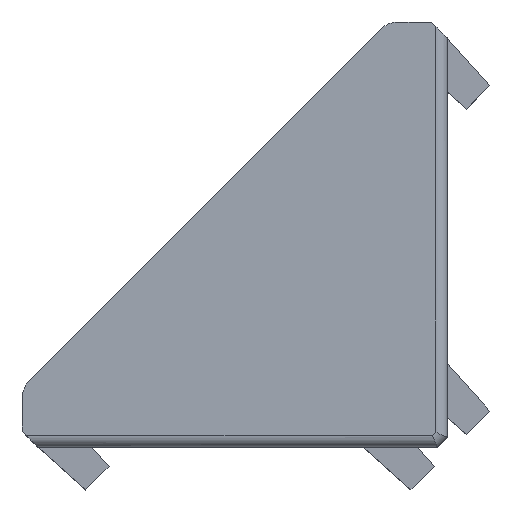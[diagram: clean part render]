
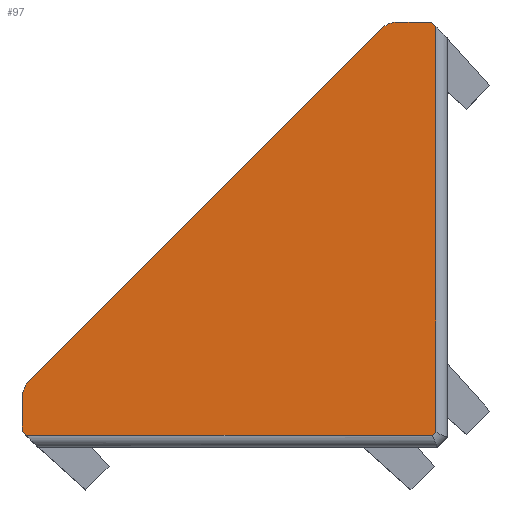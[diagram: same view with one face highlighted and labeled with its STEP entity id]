
A CAD part, top view. The second image highlights one B-rep face of the part: STEP entity #97.
In plain terms, the highlighted planar face has unit normal (0.012, -0.012, 1).
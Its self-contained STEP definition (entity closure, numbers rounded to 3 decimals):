
#8 = EDGE_CURVE ( 'NONE', #4591, #2138, #1355, .T. ) ;
#97 = ADVANCED_FACE ( 'NONE', ( #4155 ), #1333, .T. ) ;
#110 = LINE ( 'NONE', #2213, #3017 ) ;
#246 = VECTOR ( 'NONE', #1681, 1000. ) ;
#376 = EDGE_CURVE ( 'NONE', #716, #485, #2696, .T. ) ;
#485 = VERTEX_POINT ( 'NONE', #3338 ) ;
#528 = ORIENTED_EDGE ( 'NONE', *, *, #3719, .T. ) ;
#701 = EDGE_CURVE ( 'NONE', #3354, #1895, #3537, .T. ) ;
#716 = VERTEX_POINT ( 'NONE', #2852 ) ;
#752 = DIRECTION ( 'NONE',  ( -0.707, 0.707, 0.017 ) ) ;
#780 = CARTESIAN_POINT ( 'NONE',  ( -18., 2.092, 8.995 ) ) ;
#813 = VECTOR ( 'NONE', #3471, 1000. ) ;
#891 = ORIENTED_EDGE ( 'NONE', *, *, #1662, .T. ) ;
#961 = EDGE_CURVE ( 'NONE', #2138, #5180, #3136, .T. ) ;
#1028 = VECTOR ( 'NONE', #752, 1000. ) ;
#1156 = CARTESIAN_POINT ( 'NONE',  ( -18., 0.676, 8.977 ) ) ;
#1172 = CARTESIAN_POINT ( 'NONE',  ( -17.707, 2.799, 9. ) ) ;
#1242 = CARTESIAN_POINT ( 'NONE',  ( -2.092, 18., 8.995 ) ) ;
#1333 = PLANE ( 'NONE',  #2389 ) ;
#1355 = LINE ( 'NONE', #4610, #246 ) ;
#1376 = LINE ( 'NONE', #3942, #4319 ) ;
#1386 = VERTEX_POINT ( 'NONE', #3615 ) ;
#1429 = EDGE_CURVE ( 'NONE', #1386, #4273, #5412, .T. ) ;
#1447 = DIRECTION ( 'NONE',  ( 0., 1., 0.012 ) ) ;
#1482 = ORIENTED_EDGE ( 'NONE', *, *, #961, .T. ) ;
#1662 = EDGE_CURVE ( 'NONE', #4422, #4591, #2126, .T. ) ;
#1681 = DIRECTION ( 'NONE',  ( -1., 0., 0.012 ) ) ;
#1757 = DIRECTION ( 'NONE',  ( 0.012, -0.012, 1. ) ) ;
#1825 = DIRECTION ( 'NONE',  ( 0.707, 0.707, 0. ) ) ;
#1886 = CARTESIAN_POINT ( 'NONE',  ( -18., 2.092, 8.995 ) ) ;
#1895 = VERTEX_POINT ( 'NONE', #1886 ) ;
#1908 = CARTESIAN_POINT ( 'NONE',  ( -0.676, 18., 8.977 ) ) ;
#2126 = LINE ( 'NONE', #3232, #1028 ) ;
#2138 = VERTEX_POINT ( 'NONE', #1242 ) ;
#2176 = ORIENTED_EDGE ( 'NONE', *, *, #701, .T. ) ;
#2213 = CARTESIAN_POINT ( 'NONE',  ( -0.424, 0.494, 8.758 ) ) ;
#2290 = CARTESIAN_POINT ( 'NONE',  ( -2.799, 17.707, 9. ) ) ;
#2389 = AXIS2_PLACEMENT_3D ( 'NONE', #2560, #1757, #4697 ) ;
#2399 = EDGE_LOOP ( 'NONE', ( #3599, #528, #3466, #3235, #891, #3877, #1482, #4381, #2176, #4019 ) ) ;
#2560 = CARTESIAN_POINT ( 'NONE',  ( -2.799, 17.707, 9. ) ) ;
#2608 = CARTESIAN_POINT ( 'NONE',  ( -2.361, 18., 8.998 ) ) ;
#2626 = CARTESIAN_POINT ( 'NONE',  ( -2.092, 18., 8.995 ) ) ;
#2696 = LINE ( 'NONE', #4764, #3823 ) ;
#2730 = EDGE_CURVE ( 'NONE', #1895, #1386, #4615, .T. ) ;
#2852 = CARTESIAN_POINT ( 'NONE',  ( -0.625, 0.494, 8.761 ) ) ;
#3017 = VECTOR ( 'NONE', #4316, 1000. ) ;
#3136 =( BOUNDED_CURVE ( )  B_SPLINE_CURVE ( 3, ( #2626, #2608, #5133, #2290 ),
 .UNSPECIFIED., .F., .T. ) 
 B_SPLINE_CURVE_WITH_KNOTS ( ( 4, 4 ),
 ( 2.356, 3.142 ),
 .UNSPECIFIED. ) 
 CURVE ( )  GEOMETRIC_REPRESENTATION_ITEM ( )  RATIONAL_B_SPLINE_CURVE ( ( 1., 0.949, 0.949, 1. ) ) 
 REPRESENTATION_ITEM ( '' )  );
#3232 = CARTESIAN_POINT ( 'NONE',  ( -0.676, 18., 8.977 ) ) ;
#3235 = ORIENTED_EDGE ( 'NONE', *, *, #4962, .T. ) ;
#3256 = CARTESIAN_POINT ( 'NONE',  ( -18., 2.361, 8.998 ) ) ;
#3326 = CARTESIAN_POINT ( 'NONE',  ( -0.494, 17.818, 8.973 ) ) ;
#3338 = CARTESIAN_POINT ( 'NONE',  ( -0.494, 0.625, 8.761 ) ) ;
#3354 = VERTEX_POINT ( 'NONE', #3623 ) ;
#3392 = CARTESIAN_POINT ( 'NONE',  ( -17.818, 0.494, 8.973 ) ) ;
#3466 = ORIENTED_EDGE ( 'NONE', *, *, #376, .T. ) ;
#3471 = DIRECTION ( 'NONE',  ( -0.707, -0.707, 0. ) ) ;
#3530 = CARTESIAN_POINT ( 'NONE',  ( -18., 2.092, 8.995 ) ) ;
#3537 =( BOUNDED_CURVE ( )  B_SPLINE_CURVE ( 3, ( #1172, #5368, #3256, #780 ),
 .UNSPECIFIED., .F., .F. ) 
 B_SPLINE_CURVE_WITH_KNOTS ( ( 4, 4 ),
 ( 3.142, 3.927 ),
 .UNSPECIFIED. ) 
 CURVE ( )  GEOMETRIC_REPRESENTATION_ITEM ( )  RATIONAL_B_SPLINE_CURVE ( ( 1., 0.949, 0.949, 1. ) ) 
 REPRESENTATION_ITEM ( '' )  );
#3599 = ORIENTED_EDGE ( 'NONE', *, *, #1429, .T. ) ;
#3615 = CARTESIAN_POINT ( 'NONE',  ( -18., 0.676, 8.977 ) ) ;
#3623 = CARTESIAN_POINT ( 'NONE',  ( -17.707, 2.799, 9. ) ) ;
#3719 = EDGE_CURVE ( 'NONE', #4273, #716, #110, .T. ) ;
#3727 = EDGE_CURVE ( 'NONE', #5180, #3354, #4134, .T. ) ;
#3823 = VECTOR ( 'NONE', #1825, 1000. ) ;
#3877 = ORIENTED_EDGE ( 'NONE', *, *, #8, .T. ) ;
#3942 = CARTESIAN_POINT ( 'NONE',  ( -0.494, 17.324, 8.967 ) ) ;
#4019 = ORIENTED_EDGE ( 'NONE', *, *, #2730, .T. ) ;
#4069 = DIRECTION ( 'NONE',  ( 0.707, -0.707, -0.017 ) ) ;
#4082 = CARTESIAN_POINT ( 'NONE',  ( -2.799, 17.707, 9. ) ) ;
#4134 = LINE ( 'NONE', #5162, #813 ) ;
#4155 = FACE_OUTER_BOUND ( 'NONE', #2399, .T. ) ;
#4273 = VERTEX_POINT ( 'NONE', #3392 ) ;
#4305 = VECTOR ( 'NONE', #4069, 1000. ) ;
#4316 = DIRECTION ( 'NONE',  ( 1., 0., -0.012 ) ) ;
#4319 = VECTOR ( 'NONE', #1447, 1000. ) ;
#4381 = ORIENTED_EDGE ( 'NONE', *, *, #3727, .T. ) ;
#4392 = DIRECTION ( 'NONE',  ( 0., -1., -0.012 ) ) ;
#4422 = VERTEX_POINT ( 'NONE', #3326 ) ;
#4481 = VECTOR ( 'NONE', #4392, 1000. ) ;
#4591 = VERTEX_POINT ( 'NONE', #1908 ) ;
#4610 = CARTESIAN_POINT ( 'NONE',  ( -0.676, 18., 8.977 ) ) ;
#4615 = LINE ( 'NONE', #3530, #4481 ) ;
#4697 = DIRECTION ( 'NONE',  ( 1., 0., -0.012 ) ) ;
#4764 = CARTESIAN_POINT ( 'NONE',  ( -0.347, 0.772, 8.761 ) ) ;
#4962 = EDGE_CURVE ( 'NONE', #485, #4422, #1376, .T. ) ;
#5133 = CARTESIAN_POINT ( 'NONE',  ( -2.609, 17.897, 9. ) ) ;
#5162 = CARTESIAN_POINT ( 'NONE',  ( -2.799, 17.707, 9. ) ) ;
#5180 = VERTEX_POINT ( 'NONE', #4082 ) ;
#5368 = CARTESIAN_POINT ( 'NONE',  ( -17.897, 2.609, 9. ) ) ;
#5412 = LINE ( 'NONE', #1156, #4305 ) ;
